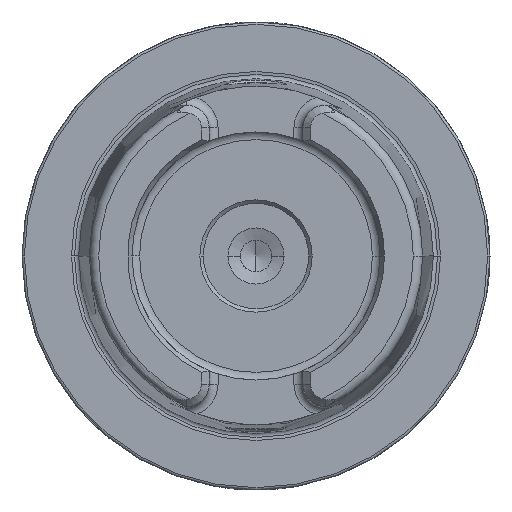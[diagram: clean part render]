
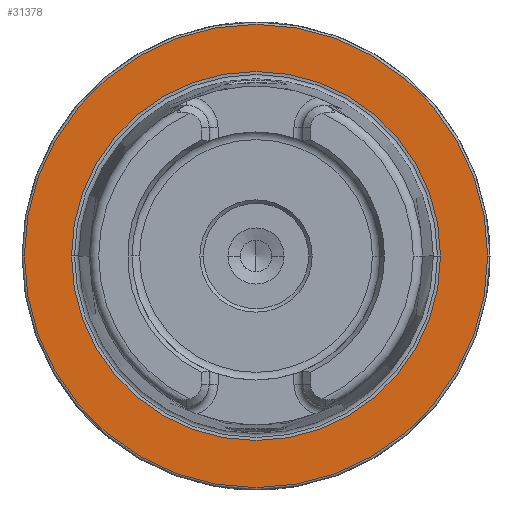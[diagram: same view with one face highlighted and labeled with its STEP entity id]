
A CAD part, left-side view. The second image highlights one B-rep face of the part: STEP entity #31378.
In plain terms, the highlighted planar face has unit normal (-1, 0, 0).
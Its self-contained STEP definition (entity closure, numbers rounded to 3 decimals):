
#607 = VERTEX_POINT ( 'NONE', #17131 ) ;
#1545 = DIRECTION ( 'NONE',  ( -1., 0., 0. ) ) ;
#1989 = EDGE_LOOP ( 'NONE', ( #10606, #5290 ) ) ;
#2103 = DIRECTION ( 'NONE',  ( 0., -1., 0. ) ) ;
#4152 = FACE_OUTER_BOUND ( 'NONE', #1989, .T. ) ;
#5290 = ORIENTED_EDGE ( 'NONE', *, *, #30972, .T. ) ;
#5524 = DIRECTION ( 'NONE',  ( 0., -1., 0. ) ) ;
#6051 = CIRCLE ( 'NONE', #6583, 49.5 ) ;
#6056 = AXIS2_PLACEMENT_3D ( 'NONE', #31002, #1545, #18013 ) ;
#6213 = EDGE_LOOP ( 'NONE', ( #15546, #16568 ) ) ;
#6583 = AXIS2_PLACEMENT_3D ( 'NONE', #33129, #17371, #2103 ) ;
#6739 = CARTESIAN_POINT ( 'NONE',  ( -166., 49.5, 0. ) ) ;
#8432 = VERTEX_POINT ( 'NONE', #30314 ) ;
#10100 = DIRECTION ( 'NONE',  ( 0., -1., 0. ) ) ;
#10606 = ORIENTED_EDGE ( 'NONE', *, *, #29170, .T. ) ;
#12938 = CARTESIAN_POINT ( 'NONE',  ( -166., 0., 0. ) ) ;
#13033 = VERTEX_POINT ( 'NONE', #22371 ) ;
#14825 = CIRCLE ( 'NONE', #28122, 39.414 ) ;
#14957 = CARTESIAN_POINT ( 'NONE',  ( -166., 0., 0. ) ) ;
#15546 = ORIENTED_EDGE ( 'NONE', *, *, #15595, .F. ) ;
#15595 = EDGE_CURVE ( 'NONE', #607, #13033, #14825, .T. ) ;
#16568 = ORIENTED_EDGE ( 'NONE', *, *, #27361, .F. ) ;
#17131 = CARTESIAN_POINT ( 'NONE',  ( -166., -39.414, 0. ) ) ;
#17371 = DIRECTION ( 'NONE',  ( -1., 0., 0. ) ) ;
#18013 = DIRECTION ( 'NONE',  ( 0., -1., 0. ) ) ;
#20268 = DIRECTION ( 'NONE',  ( 1., 0., 0. ) ) ;
#20439 = FACE_BOUND ( 'NONE', #6213, .T. ) ;
#22350 = PLANE ( 'NONE',  #24852 ) ;
#22371 = CARTESIAN_POINT ( 'NONE',  ( -166., 39.414, 0. ) ) ;
#22521 = DIRECTION ( 'NONE',  ( 0., 1., 0. ) ) ;
#22650 = CIRCLE ( 'NONE', #6056, 49.5 ) ;
#24480 = CARTESIAN_POINT ( 'NONE',  ( -166., -49.5, 0. ) ) ;
#24852 = AXIS2_PLACEMENT_3D ( 'NONE', #6739, #20268, #22521 ) ;
#27361 = EDGE_CURVE ( 'NONE', #13033, #607, #31414, .T. ) ;
#28122 = AXIS2_PLACEMENT_3D ( 'NONE', #12938, #31851, #5524 ) ;
#28679 = VERTEX_POINT ( 'NONE', #24480 ) ;
#29170 = EDGE_CURVE ( 'NONE', #28679, #8432, #22650, .T. ) ;
#30314 = CARTESIAN_POINT ( 'NONE',  ( -166., 49.5, 0. ) ) ;
#30972 = EDGE_CURVE ( 'NONE', #8432, #28679, #6051, .T. ) ;
#31002 = CARTESIAN_POINT ( 'NONE',  ( -166., 0., 0. ) ) ;
#31378 = ADVANCED_FACE ( 'NONE', ( #20439, #4152 ), #22350, .F. ) ;
#31414 = CIRCLE ( 'NONE', #32517, 39.414 ) ;
#31851 = DIRECTION ( 'NONE',  ( -1., 0., 0. ) ) ;
#32517 = AXIS2_PLACEMENT_3D ( 'NONE', #14957, #33671, #10100 ) ;
#33129 = CARTESIAN_POINT ( 'NONE',  ( -166., 0., 0. ) ) ;
#33671 = DIRECTION ( 'NONE',  ( -1., 0., 0. ) ) ;
